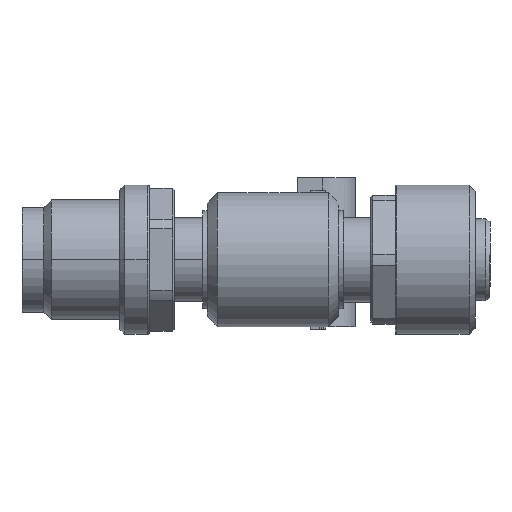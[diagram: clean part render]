
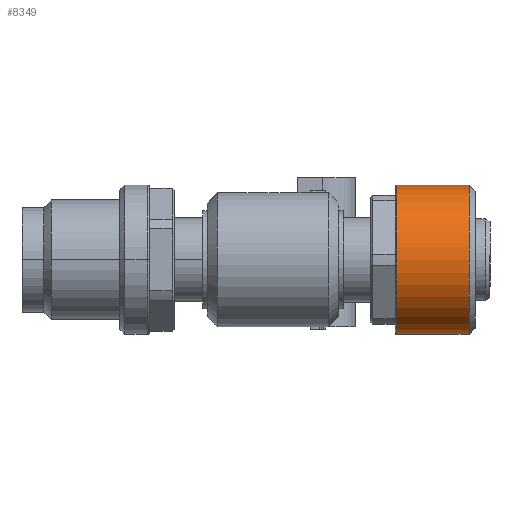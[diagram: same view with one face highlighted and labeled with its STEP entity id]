
A CAD part, left-side view. The second image highlights one B-rep face of the part: STEP entity #8349.
In plain terms, the highlighted cylindrical face has radius 7.5 mm (diameter 15 mm), a partial arc.
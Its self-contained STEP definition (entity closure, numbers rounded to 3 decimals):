
#614 = DIRECTION ( 'NONE',  ( 0., -1., 0. ) ) ;
#634 = DIRECTION ( 'NONE',  ( 0., -1., 0. ) ) ;
#1619 = LINE ( 'NONE', #11583, #7802 ) ;
#1821 = CARTESIAN_POINT ( 'NONE',  ( -10.5, -17.2, 0. ) ) ;
#2335 = FACE_OUTER_BOUND ( 'NONE', #14380, .T. ) ;
#2893 = AXIS2_PLACEMENT_3D ( 'NONE', #6964, #634, #8097 ) ;
#3112 = DIRECTION ( 'NONE',  ( 0., 0., -1. ) ) ;
#3627 = CARTESIAN_POINT ( 'NONE',  ( -10.5, -24.5, -7.5 ) ) ;
#3800 = AXIS2_PLACEMENT_3D ( 'NONE', #12714, #14034, #6647 ) ;
#4715 = ORIENTED_EDGE ( 'NONE', *, *, #5598, .T. ) ;
#5598 = EDGE_CURVE ( 'NONE', #15634, #6330, #9052, .T. ) ;
#5612 = VECTOR ( 'NONE', #11662, 1000. ) ;
#5725 = CARTESIAN_POINT ( 'NONE',  ( -10.5, -17.2, -7.5 ) ) ;
#5998 = CYLINDRICAL_SURFACE ( 'NONE', #2893, 7.5 ) ;
#6330 = VERTEX_POINT ( 'NONE', #5725 ) ;
#6647 = DIRECTION ( 'NONE',  ( 0., 0., -1. ) ) ;
#6786 = LINE ( 'NONE', #14222, #5612 ) ;
#6803 = ORIENTED_EDGE ( 'NONE', *, *, #15013, .T. ) ;
#6964 = CARTESIAN_POINT ( 'NONE',  ( -10.5, -19.55, 0. ) ) ;
#7802 = VECTOR ( 'NONE', #10476, 1000. ) ;
#8097 = DIRECTION ( 'NONE',  ( 0., 0., -1. ) ) ;
#8349 = ADVANCED_FACE ( 'NONE', ( #2335 ), #5998, .T. ) ;
#8661 = CIRCLE ( 'NONE', #3800, 7.5 ) ;
#9052 = CIRCLE ( 'NONE', #10294, 7.5 ) ;
#9906 = VERTEX_POINT ( 'NONE', #3627 ) ;
#10294 = AXIS2_PLACEMENT_3D ( 'NONE', #1821, #614, #3112 ) ;
#10476 = DIRECTION ( 'NONE',  ( 0., -1., 0. ) ) ;
#10709 = CARTESIAN_POINT ( 'NONE',  ( -10.5, -24.5, 7.5 ) ) ;
#11267 = ORIENTED_EDGE ( 'NONE', *, *, #15627, .F. ) ;
#11583 = CARTESIAN_POINT ( 'NONE',  ( -10.5, -19.55, 7.5 ) ) ;
#11662 = DIRECTION ( 'NONE',  ( 0., -1., 0. ) ) ;
#11788 = CARTESIAN_POINT ( 'NONE',  ( -10.5, -17.2, 7.5 ) ) ;
#12714 = CARTESIAN_POINT ( 'NONE',  ( -10.5, -24.5, 0. ) ) ;
#13015 = VERTEX_POINT ( 'NONE', #10709 ) ;
#13273 = EDGE_CURVE ( 'NONE', #9906, #13015, #8661, .T. ) ;
#14034 = DIRECTION ( 'NONE',  ( 0., 1., 0. ) ) ;
#14222 = CARTESIAN_POINT ( 'NONE',  ( -10.5, -19.55, -7.5 ) ) ;
#14380 = EDGE_LOOP ( 'NONE', ( #11267, #4715, #6803, #15045 ) ) ;
#15013 = EDGE_CURVE ( 'NONE', #6330, #9906, #6786, .T. ) ;
#15045 = ORIENTED_EDGE ( 'NONE', *, *, #13273, .T. ) ;
#15627 = EDGE_CURVE ( 'NONE', #15634, #13015, #1619, .T. ) ;
#15634 = VERTEX_POINT ( 'NONE', #11788 ) ;
